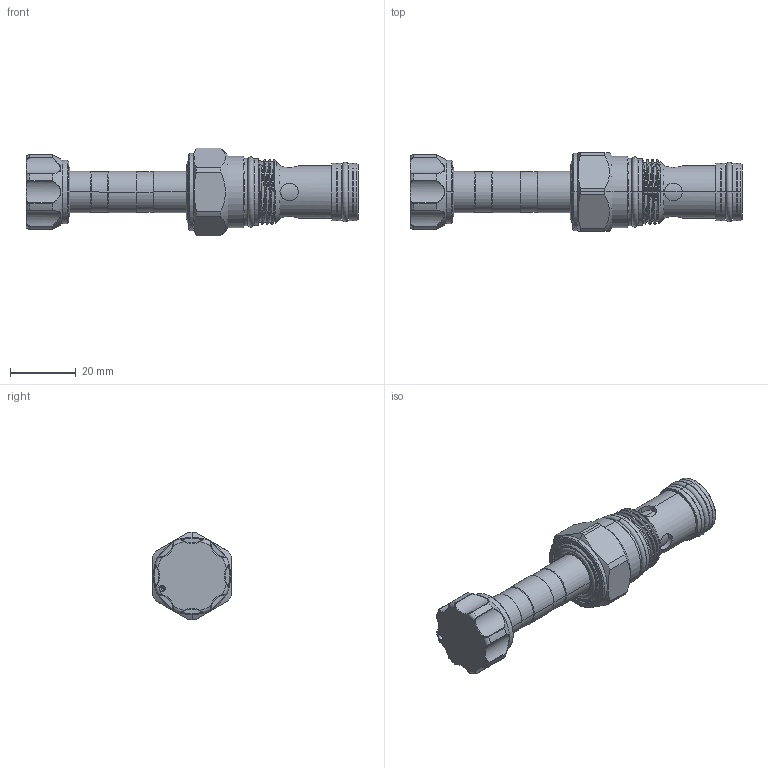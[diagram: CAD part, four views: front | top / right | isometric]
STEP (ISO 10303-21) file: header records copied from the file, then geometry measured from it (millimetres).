
FILE_DESCRIPTION (( 'STEP AP203' ), '1' );
FILE_NAME ('EP13A2A05N05.STEP', '2024-12-04T00:25:23', ( '' ), ( '' ), 'SwSTEP 2.0', 'SolidWorks 2018', '' );
FILE_SCHEMA (( 'CONFIG_CONTROL_DESIGN' ));
Length unit declared in the file: millimetre
Products named in the file (1): EP13A2A05N05
Bounding box: 101.1 x 24 x 26.7 mm (x, y, z)
Volume: 24785.8 mm3; surface area: 7934 mm2
Topology: 1 solids, 1 shells, 269 faces, 644 edges, 397 vertices
Faces by surface type: cylinder 131, cone 41, bspline 37, plane 31, torus 29
Entity records: 13479 total; most frequent: CARTESIAN_POINT 7489, ORIENTED_EDGE 1284, DIRECTION 1199, EDGE_CURVE 642, AXIS2_PLACEMENT_3D 513, VERTEX_POINT 397, EDGE_LOOP 293, CIRCLE 280
